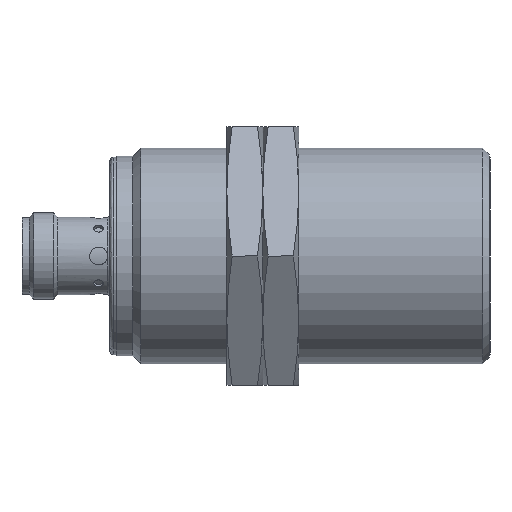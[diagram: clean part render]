
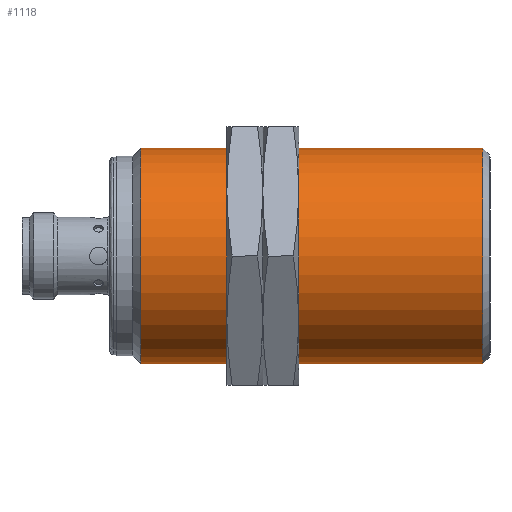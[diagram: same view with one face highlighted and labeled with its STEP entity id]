
A CAD part, front view. The second image highlights one B-rep face of the part: STEP entity #1118.
In plain terms, the highlighted cylindrical face has radius 15 mm (diameter 30 mm), a full revolution.
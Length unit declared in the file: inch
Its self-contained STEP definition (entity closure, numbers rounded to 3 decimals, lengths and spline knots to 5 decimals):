
#838 = DIRECTION ( 'NONE',  ( 1., 0., 0. ) ) ;
#923 = CIRCLE ( 'NONE', #4192, 0.59055 ) ;
#1024 = EDGE_CURVE ( 'NONE', #1480, #1480, #1534, .T. ) ;
#1118 = ADVANCED_FACE ( 'NONE', ( #3584, #3864 ), #3694, .T. ) ;
#1178 = DIRECTION ( 'NONE',  ( 0., 0., 1. ) ) ;
#1263 = DIRECTION ( 'NONE',  ( 0., 0., 1. ) ) ;
#1378 = DIRECTION ( 'NONE',  ( -1., 0., 0. ) ) ;
#1428 = AXIS2_PLACEMENT_3D ( 'NONE', #1815, #838, #1178 ) ;
#1480 = VERTEX_POINT ( 'NONE', #2088 ) ;
#1534 = CIRCLE ( 'NONE', #1428, 0.59055 ) ;
#1815 = CARTESIAN_POINT ( 'NONE',  ( 0.65079, 0., 0. ) ) ;
#2088 = CARTESIAN_POINT ( 'NONE',  ( 0.65079, 0., 0.59055 ) ) ;
#2409 = CARTESIAN_POINT ( 'NONE',  ( 2.52362, 0., 0. ) ) ;
#2411 = CARTESIAN_POINT ( 'NONE',  ( 2.52362, 0., 0.59055 ) ) ;
#2475 = VERTEX_POINT ( 'NONE', #2411 ) ;
#2534 = EDGE_LOOP ( 'NONE', ( #3383 ) ) ;
#2577 = ORIENTED_EDGE ( 'NONE', *, *, #2771, .T. ) ;
#2616 = CARTESIAN_POINT ( 'NONE',  ( 2.55906, 0., 0. ) ) ;
#2771 = EDGE_CURVE ( 'NONE', #2475, #2475, #923, .T. ) ;
#2948 = AXIS2_PLACEMENT_3D ( 'NONE', #2616, #3995, #4341 ) ;
#3383 = ORIENTED_EDGE ( 'NONE', *, *, #1024, .T. ) ;
#3584 = FACE_OUTER_BOUND ( 'NONE', #2534, .T. ) ;
#3694 = CYLINDRICAL_SURFACE ( 'NONE', #2948, 0.59055 ) ;
#3773 = EDGE_LOOP ( 'NONE', ( #2577 ) ) ;
#3864 = FACE_OUTER_BOUND ( 'NONE', #3773, .T. ) ;
#3995 = DIRECTION ( 'NONE',  ( -1., 0., 0. ) ) ;
#4192 = AXIS2_PLACEMENT_3D ( 'NONE', #2409, #1378, #1263 ) ;
#4341 = DIRECTION ( 'NONE',  ( 0., 0., 1. ) ) ;
